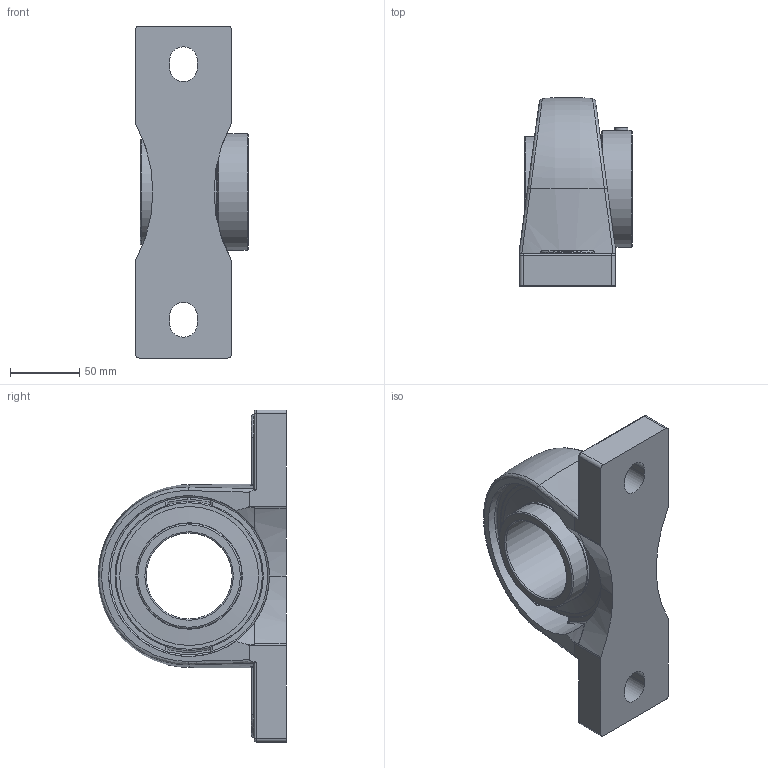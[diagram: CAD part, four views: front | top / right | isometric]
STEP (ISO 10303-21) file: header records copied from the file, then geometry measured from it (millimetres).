
FILE_DESCRIPTION(('HOOPS Exchange Step'),'2;1');
FILE_NAME('export-AA3B2A79-67C1-4398-BFB8-348758C6AEB3.stp','2020-05-21T09:17:14-07:00',('dkerr'),('Alibre'),'HOOPS Exchange 2020.0','Alibre','Unknown authorisation');
FILE_SCHEMA( ('AP242_MANAGED_MODEL_BASED_3D_ENGINEERING_MIM_LF {1 0 10303 442 1 1 4 }') );
Length unit declared in the file: inch
Products named in the file (8): MRN SPM 212 L4L; SHC 212-39 L4L (2.4375inch) (Race); SHC 212-39 (Collar); SHC 212 (Shield); SHC 212 (Ball Bearing); SHC 212 (Setscrew); MRN SHC 212-39 L4L (2.4375inch); MRN SHCSPM 212-39 L4L (2.4375inc)
Assembly tree (7 placements, depth 3):
  MRN SHCSPM 212-39 L4L (2.4375inc)
    MRN SPM 212 L4L
    MRN SHC 212-39 L4L (2.4375inch)
      SHC 212-39 L4L (2.4375inch) (Race)
      SHC 212-39 (Collar)
      SHC 212 (Shield)
      SHC 212 (Ball Bearing)
      SHC 212 (Setscrew)
Bounding box: 81.3 x 135.65 x 239 mm (x, y, z)
Volume: 680499.2 mm3; surface area: 168531.5 mm2
Topology: 17 solids, 17 shells, 207 faces, 554 edges, 357 vertices
Faces by surface type: cylinder 73, plane 57, torus 26, bspline 22, sphere 17, cone 12
Full cylindrical faces by diameter (mm): 9.525 x3, 61.912 x2, 72.034 x2, 75.565 x2, 75.59 x2, 76.606 x2, 84.2 x1, 98.996 x2, 100.012 x4, 115.749 x2, 120.1 x1
Entity records: 13051 total; most frequent: CARTESIAN_POINT 7730, DIRECTION 1113, ORIENTED_EDGE 1050, EDGE_CURVE 525, AXIS2_PLACEMENT_3D 474, VERTEX_POINT 357, CIRCLE 246, EDGE_LOOP 230
